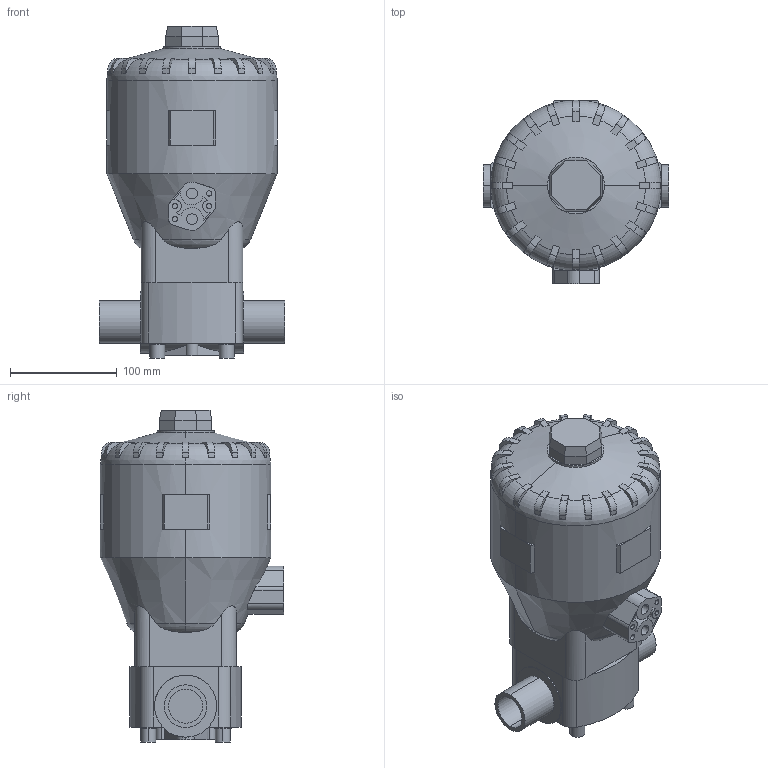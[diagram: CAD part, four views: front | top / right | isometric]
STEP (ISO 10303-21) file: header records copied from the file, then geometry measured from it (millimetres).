
FILE_DESCRIPTION(('STEP AP214'),'1');
FILE_NAME('cctmp_D2BFFF57-C329-49F4-881F-3ADCC56C63E3_2021_10_26_07_52_27_0247..stp','2021-10-26T05:52:27',('Praher Valves GmbH'),('CADClick - www.CADClick.com'),'Spatial InterOp 3D',' ','unknown authorization');
FILE_SCHEMA(('AUTOMOTIVE_DESIGN'));
Length unit declared in the file: millimetre
Products named in the file (1): 125685
Bounding box: 174 x 172 x 311.67 mm (x, y, z)
Volume: 4136502.2 mm3; surface area: 179003 mm2
Topology: 1 solids, 1 shells, 307 faces, 806 edges, 526 vertices
Faces by surface type: plane 177, cylinder 118, torus 8, cone 4
Entity records: 13471 total; most frequent: CARTESIAN_POINT 3443, ORIENTED_EDGE 1612, DIRECTION 1588, EDGE_CURVE 806, AXIS2_PLACEMENT_3D 610, VERTEX_POINT 526, LINE 368, VECTOR 368
